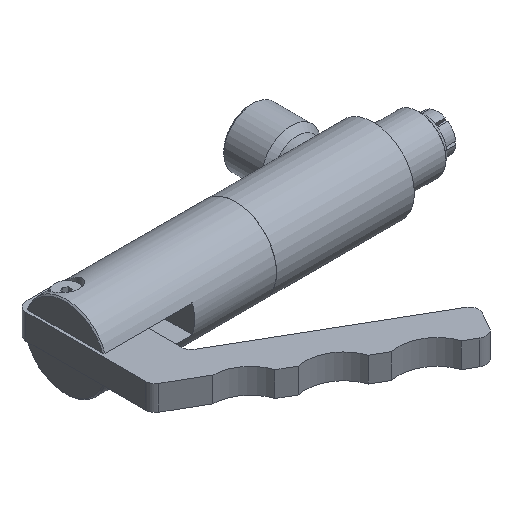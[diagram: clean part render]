
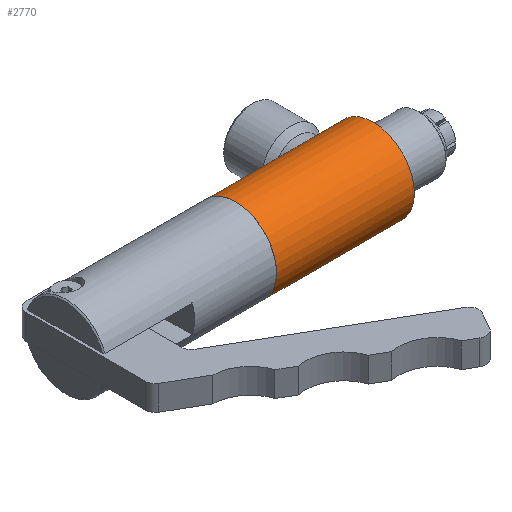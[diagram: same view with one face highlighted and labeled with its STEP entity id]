
A CAD part, isometric view. The second image highlights one B-rep face of the part: STEP entity #2770.
In plain terms, the highlighted cylindrical face has radius 13.462 mm (diameter 26.924 mm), a full revolution.
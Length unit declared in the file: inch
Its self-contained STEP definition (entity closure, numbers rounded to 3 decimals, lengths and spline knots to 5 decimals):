
#66=B_SPLINE_CURVE_WITH_KNOTS('',3,(#4551,#4552,#4553,#4554,#4555,#4556,
#4557,#4558,#4559,#4560,#4561,#4562,#4563,#4564,#4565,#4566,#4567,#4568,
#4569,#4570,#4571,#4572,#4573,#4574,#4575,#4576),.UNSPECIFIED.,.F.,.F.,
(4,2,2,2,2,2,2,2,2,2,2,2,4),(0.,0.29456,0.58913,0.88228,
1.17543,1.46859,1.76174,2.0563,2.35087,
2.64543,2.93999,3.23315,3.5263),
 .UNSPECIFIED.);
#67=B_SPLINE_CURVE_WITH_KNOTS('',3,(#4577,#4578,#4579,#4580,#4581,#4582,
#4583,#4584,#4585,#4586),.UNSPECIFIED.,.F.,.F.,(4,2,2,2,4),(3.5263,
3.81945,4.11261,4.40717,4.70174),
 .UNSPECIFIED.);
#98=FACE_BOUND('',#494,.T.);
#326=FACE_OUTER_BOUND('',#493,.T.);
#493=EDGE_LOOP('',(#2354,#2355,#2356,#2357,#2358,#2359));
#494=EDGE_LOOP('',(#2360,#2361));
#688=LINE('',#4711,#896);
#896=VECTOR('',#3682,0.53);
#1076=CIRCLE('',#3047,0.53);
#1077=CIRCLE('',#3048,0.53);
#1078=CIRCLE('',#3050,0.53);
#1079=CIRCLE('',#3051,0.53);
#1267=VERTEX_POINT('',#4548);
#1268=VERTEX_POINT('',#4550);
#1305=VERTEX_POINT('',#4702);
#1306=VERTEX_POINT('',#4703);
#1307=VERTEX_POINT('',#4707);
#1308=VERTEX_POINT('',#4708);
#1619=EDGE_CURVE('',#1268,#1267,#66,.T.);
#1620=EDGE_CURVE('',#1267,#1268,#67,.T.);
#1672=EDGE_CURVE('',#1305,#1306,#1076,.T.);
#1673=EDGE_CURVE('',#1306,#1305,#1077,.T.);
#1674=EDGE_CURVE('',#1307,#1308,#1078,.T.);
#1675=EDGE_CURVE('',#1308,#1307,#1079,.T.);
#1676=EDGE_CURVE('',#1308,#1306,#688,.T.);
#2354=ORIENTED_EDGE('',*,*,#1674,.F.);
#2355=ORIENTED_EDGE('',*,*,#1675,.F.);
#2356=ORIENTED_EDGE('',*,*,#1676,.T.);
#2357=ORIENTED_EDGE('',*,*,#1673,.T.);
#2358=ORIENTED_EDGE('',*,*,#1672,.T.);
#2359=ORIENTED_EDGE('',*,*,#1676,.F.);
#2360=ORIENTED_EDGE('',*,*,#1619,.T.);
#2361=ORIENTED_EDGE('',*,*,#1620,.T.);
#2660=CYLINDRICAL_SURFACE('',#3049,0.53);
#2770=ADVANCED_FACE('',(#326,#98),#2660,.T.);
#3047=AXIS2_PLACEMENT_3D('',#4704,#3672,#3673);
#3048=AXIS2_PLACEMENT_3D('',#4705,#3674,#3675);
#3049=AXIS2_PLACEMENT_3D('',#4706,#3676,#3677);
#3050=AXIS2_PLACEMENT_3D('',#4709,#3678,#3679);
#3051=AXIS2_PLACEMENT_3D('',#4710,#3680,#3681);
#3672=DIRECTION('center_axis',(1.,0.,0.));
#3673=DIRECTION('ref_axis',(0.,1.,0.));
#3674=DIRECTION('center_axis',(1.,0.,0.));
#3675=DIRECTION('ref_axis',(0.,1.,0.));
#3676=DIRECTION('center_axis',(1.,0.,0.));
#3677=DIRECTION('ref_axis',(0.,1.,0.));
#3678=DIRECTION('center_axis',(1.,0.,0.));
#3679=DIRECTION('ref_axis',(0.,1.,0.));
#3680=DIRECTION('center_axis',(1.,0.,0.));
#3681=DIRECTION('ref_axis',(0.,1.,0.));
#3682=DIRECTION('',(-1.,0.,0.));
#4548=CARTESIAN_POINT('',(3.86,0.53,0.));
#4550=CARTESIAN_POINT('',(3.561,0.43761,0.299));
#4551=CARTESIAN_POINT('Ctrl Pts',(3.561,0.43761,0.299));
#4552=CARTESIAN_POINT('Ctrl Pts',(3.52234,0.43761,0.299));
#4553=CARTESIAN_POINT('Ctrl Pts',(3.48197,0.44327,0.29109));
#4554=CARTESIAN_POINT('Ctrl Pts',(3.40871,0.46199,0.26036));
#4555=CARTESIAN_POINT('Ctrl Pts',(3.3757,0.47464,0.23755));
#4556=CARTESIAN_POINT('Ctrl Pts',(3.32357,0.49731,0.18542));
#4557=CARTESIAN_POINT('Ctrl Pts',(3.30068,0.50902,0.15238));
#4558=CARTESIAN_POINT('Ctrl Pts',(3.26987,0.52544,0.07893));
#4559=CARTESIAN_POINT('Ctrl Pts',(3.262,0.53,0.03847));
#4560=CARTESIAN_POINT('Ctrl Pts',(3.262,0.53,-0.03847));
#4561=CARTESIAN_POINT('Ctrl Pts',(3.26987,0.52544,-0.07893));
#4562=CARTESIAN_POINT('Ctrl Pts',(3.30068,0.50902,-0.15238));
#4563=CARTESIAN_POINT('Ctrl Pts',(3.32357,0.49731,-0.18542));
#4564=CARTESIAN_POINT('Ctrl Pts',(3.3757,0.47464,-0.23755));
#4565=CARTESIAN_POINT('Ctrl Pts',(3.40871,0.46199,-0.26036));
#4566=CARTESIAN_POINT('Ctrl Pts',(3.48197,0.44327,-0.29109));
#4567=CARTESIAN_POINT('Ctrl Pts',(3.52234,0.43761,-0.299));
#4568=CARTESIAN_POINT('Ctrl Pts',(3.59966,0.43761,-0.299));
#4569=CARTESIAN_POINT('Ctrl Pts',(3.64003,0.44327,-0.29109));
#4570=CARTESIAN_POINT('Ctrl Pts',(3.71329,0.46199,-0.26036));
#4571=CARTESIAN_POINT('Ctrl Pts',(3.7463,0.47464,-0.23755));
#4572=CARTESIAN_POINT('Ctrl Pts',(3.79843,0.49731,-0.18542));
#4573=CARTESIAN_POINT('Ctrl Pts',(3.82132,0.50902,-0.15238));
#4574=CARTESIAN_POINT('Ctrl Pts',(3.85213,0.52544,-0.07893));
#4575=CARTESIAN_POINT('Ctrl Pts',(3.86,0.53,-0.03847));
#4576=CARTESIAN_POINT('Ctrl Pts',(3.86,0.53,0.));
#4577=CARTESIAN_POINT('Ctrl Pts',(3.86,0.53,0.));
#4578=CARTESIAN_POINT('Ctrl Pts',(3.86,0.53,0.03847));
#4579=CARTESIAN_POINT('Ctrl Pts',(3.85213,0.52544,0.07893));
#4580=CARTESIAN_POINT('Ctrl Pts',(3.82132,0.50902,0.15238));
#4581=CARTESIAN_POINT('Ctrl Pts',(3.79843,0.49731,0.18542));
#4582=CARTESIAN_POINT('Ctrl Pts',(3.7463,0.47464,0.23755));
#4583=CARTESIAN_POINT('Ctrl Pts',(3.71329,0.46199,0.26036));
#4584=CARTESIAN_POINT('Ctrl Pts',(3.64003,0.44327,0.29109));
#4585=CARTESIAN_POINT('Ctrl Pts',(3.59966,0.43761,0.299));
#4586=CARTESIAN_POINT('Ctrl Pts',(3.561,0.43761,0.299));
#4702=CARTESIAN_POINT('',(2.196,0.53,0.));
#4703=CARTESIAN_POINT('',(2.196,-0.53,0.));
#4704=CARTESIAN_POINT('Origin',(2.196,0.,0.));
#4705=CARTESIAN_POINT('Origin',(2.196,0.,0.));
#4706=CARTESIAN_POINT('Origin',(3.08457,0.,0.));
#4707=CARTESIAN_POINT('',(3.97314,0.53,0.));
#4708=CARTESIAN_POINT('',(3.97314,-0.53,0.));
#4709=CARTESIAN_POINT('Origin',(3.97314,0.,0.));
#4710=CARTESIAN_POINT('Origin',(3.97314,0.,0.));
#4711=CARTESIAN_POINT('',(3.08457,-0.53,0.));
